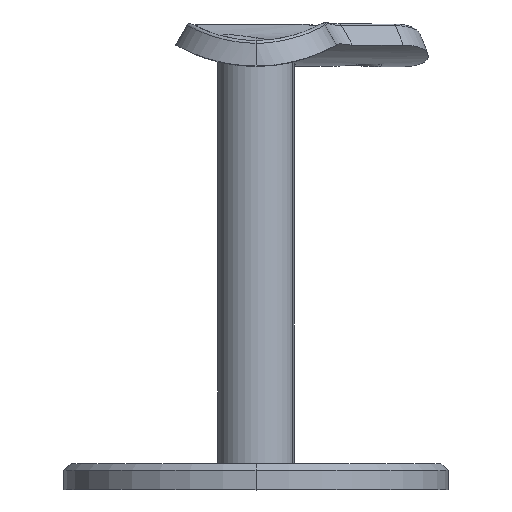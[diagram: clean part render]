
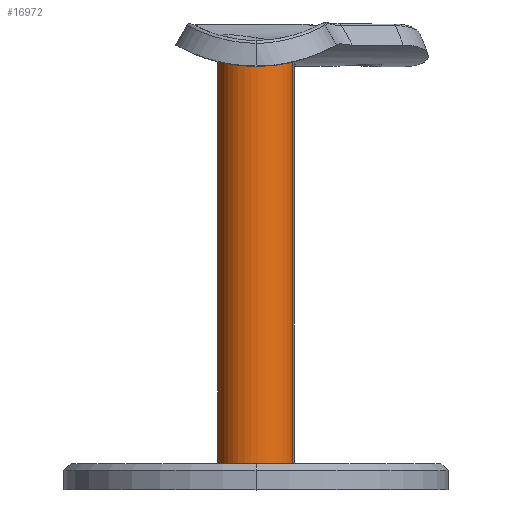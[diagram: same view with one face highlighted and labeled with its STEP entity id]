
A CAD part, top view. The second image highlights one B-rep face of the part: STEP entity #16972.
In plain terms, the highlighted cylindrical face has radius 6 mm (diameter 12 mm), a partial arc.
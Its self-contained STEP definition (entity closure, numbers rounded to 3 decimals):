
#364 = EDGE_CURVE ( 'NONE', #12292, #18657, #18733, .T. ) ;
#1280 = CYLINDRICAL_SURFACE ( 'NONE', #5028, 6. ) ;
#1535 = ORIENTED_EDGE ( 'NONE', *, *, #6166, .F. ) ;
#2325 = DIRECTION ( 'NONE',  ( 0., 1., 0. ) ) ;
#3488 = CARTESIAN_POINT ( 'NONE',  ( 0., 63., -6. ) ) ;
#3605 = CARTESIAN_POINT ( 'NONE',  ( 0., 63., 6. ) ) ;
#5028 = AXIS2_PLACEMENT_3D ( 'NONE', #15062, #7732, #14993 ) ;
#5711 = AXIS2_PLACEMENT_3D ( 'NONE', #6967, #9668, #6654 ) ;
#5933 = EDGE_CURVE ( 'NONE', #18657, #13724, #10750, .T. ) ;
#6166 = EDGE_CURVE ( 'NONE', #12292, #18334, #14002, .T. ) ;
#6654 = DIRECTION ( 'NONE',  ( 0., 0., 1. ) ) ;
#6812 = ORIENTED_EDGE ( 'NONE', *, *, #6905, .F. ) ;
#6905 = EDGE_CURVE ( 'NONE', #18334, #13724, #15050, .T. ) ;
#6967 = CARTESIAN_POINT ( 'NONE',  ( 0., 63., 0. ) ) ;
#7105 = CARTESIAN_POINT ( 'NONE',  ( 0., 0., 6. ) ) ;
#7131 = ORIENTED_EDGE ( 'NONE', *, *, #364, .T. ) ;
#7732 = DIRECTION ( 'NONE',  ( 0., -1., 0. ) ) ;
#7791 = VECTOR ( 'NONE', #15428, 1000. ) ;
#7796 = CARTESIAN_POINT ( 'NONE',  ( 0., 63., 6. ) ) ;
#9513 = CARTESIAN_POINT ( 'NONE',  ( 0., 0., -6. ) ) ;
#9668 = DIRECTION ( 'NONE',  ( 0., 1., 0. ) ) ;
#10750 = CIRCLE ( 'NONE', #13489, 6. ) ;
#11676 = DIRECTION ( 'NONE',  ( 0., -1., 0. ) ) ;
#12292 = VERTEX_POINT ( 'NONE', #3605 ) ;
#13489 = AXIS2_PLACEMENT_3D ( 'NONE', #17319, #2325, #18715 ) ;
#13528 = CARTESIAN_POINT ( 'NONE',  ( 0., 63., -6. ) ) ;
#13724 = VERTEX_POINT ( 'NONE', #9513 ) ;
#14002 = CIRCLE ( 'NONE', #5711, 6. ) ;
#14993 = DIRECTION ( 'NONE',  ( 0., 0., -1. ) ) ;
#15050 = LINE ( 'NONE', #3488, #7791 ) ;
#15062 = CARTESIAN_POINT ( 'NONE',  ( 0., 63., 0. ) ) ;
#15376 = FACE_OUTER_BOUND ( 'NONE', #17681, .T. ) ;
#15428 = DIRECTION ( 'NONE',  ( 0., -1., 0. ) ) ;
#15696 = VECTOR ( 'NONE', #11676, 1000. ) ;
#16972 = ADVANCED_FACE ( 'NONE', ( #15376 ), #1280, .T. ) ;
#17319 = CARTESIAN_POINT ( 'NONE',  ( 0., 0., 0. ) ) ;
#17681 = EDGE_LOOP ( 'NONE', ( #1535, #7131, #18390, #6812 ) ) ;
#18334 = VERTEX_POINT ( 'NONE', #13528 ) ;
#18390 = ORIENTED_EDGE ( 'NONE', *, *, #5933, .T. ) ;
#18657 = VERTEX_POINT ( 'NONE', #7105 ) ;
#18715 = DIRECTION ( 'NONE',  ( 0., 0., 1. ) ) ;
#18733 = LINE ( 'NONE', #7796, #15696 ) ;
